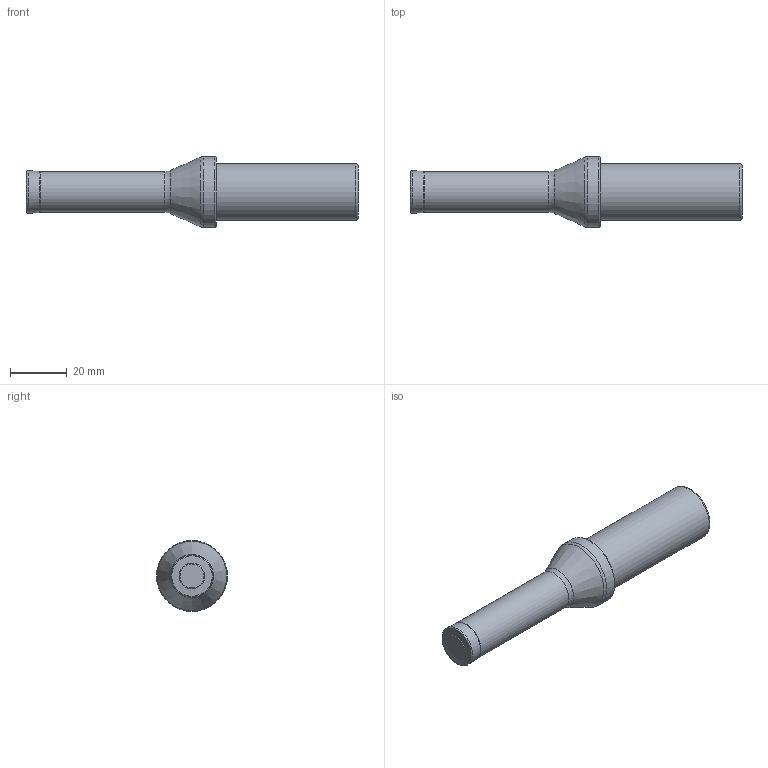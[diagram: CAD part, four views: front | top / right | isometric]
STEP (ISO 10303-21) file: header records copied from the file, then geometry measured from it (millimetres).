
FILE_DESCRIPTION(/* description */ (''),/* implementation_level */ '2;1');
FILE_NAME(/* name */ 'ATUM-15XD3-SPGT-050204.stp',/* time_stamp */ '2023-10-02T17:28:41+03:00',/* author */ (''),/* organization */ (''),/* preprocessor_version */ 'ST-DEVELOPER v19.4',/* originating_system */ 'SIEMENS PLM Software NX2306.3001',/* authorisation */ '');
FILE_SCHEMA (('AUTOMOTIVE_DESIGN { 1 0 10303 214 3 1 1 1 }'));
Length unit declared in the file: millimetre
Products named in the file (1): STEP_ATUM 15XD3 SPGT 050204
Bounding box: 117 x 25 x 25 mm (x, y, z)
Volume: 30639.8 mm3; surface area: 7694 mm2
Topology: 2 solids, 2 shells, 20 faces, 38 edges, 23 vertices
Faces by surface type: plane 5, torus 5, revolution 5, cylinder 3, cone 2
Full cylindrical faces by diameter (mm): 14.4 x1, 20 x1, 25 x1
Entity records: 440 total; most frequent: CARTESIAN_POINT 80, DIRECTION 75, EDGE_LOOP 36, ORIENTED_EDGE 36, AXIS2_PLACEMENT_3D 34, FACE_BOUND 32, ADVANCED_FACE 20, VERTEX_POINT 18
